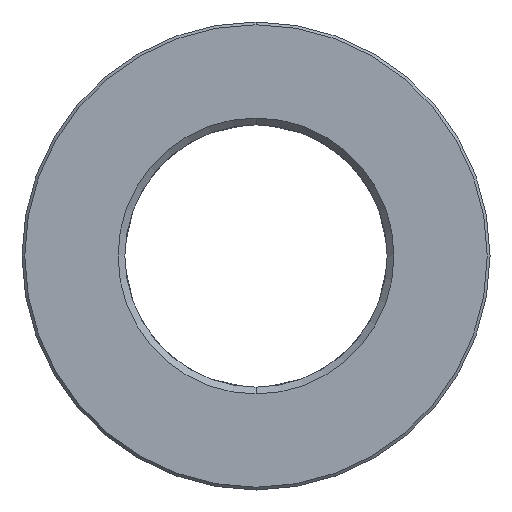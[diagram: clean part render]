
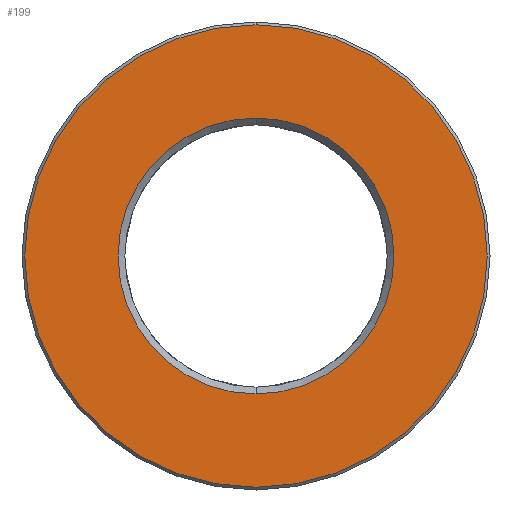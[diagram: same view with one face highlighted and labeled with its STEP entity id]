
A CAD part, front view. The second image highlights one B-rep face of the part: STEP entity #199.
In plain terms, the highlighted planar face has unit normal (0, -1, 0).
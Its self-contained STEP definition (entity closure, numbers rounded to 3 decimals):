
#63 = EDGE_CURVE ( 'NONE', #890, #1085, #1301, .T. ) ;
#121 = ORIENTED_EDGE ( 'NONE', *, *, #63, .T. ) ;
#144 = CARTESIAN_POINT ( 'NONE',  ( 9.525, 0., 0. ) ) ;
#199 = ADVANCED_FACE ( 'NONE', ( #1435, #1433 ), #1521, .F. ) ;
#252 = AXIS2_PLACEMENT_3D ( 'NONE', #458, #1158, #1126 ) ;
#262 = CARTESIAN_POINT ( 'NONE',  ( 0., 0., 16.8 ) ) ;
#320 = CIRCLE ( 'NONE', #1204, 16.8 ) ;
#354 = DIRECTION ( 'NONE',  ( 0., -1., 0. ) ) ;
#458 = CARTESIAN_POINT ( 'NONE',  ( 0., 0., 0. ) ) ;
#464 = AXIS2_PLACEMENT_3D ( 'NONE', #1017, #1014, #1011 ) ;
#484 = EDGE_CURVE ( 'NONE', #898, #970, #320, .T. ) ;
#495 = AXIS2_PLACEMENT_3D ( 'NONE', #1080, #1076, #1073 ) ;
#705 = CARTESIAN_POINT ( 'NONE',  ( 0., 0., -10.025 ) ) ;
#710 = DIRECTION ( 'NONE',  ( 0., 0., 1. ) ) ;
#808 = CIRCLE ( 'NONE', #464, 10.025 ) ;
#890 = VERTEX_POINT ( 'NONE', #1052 ) ;
#898 = VERTEX_POINT ( 'NONE', #1555 ) ;
#970 = VERTEX_POINT ( 'NONE', #262 ) ;
#1011 = DIRECTION ( 'NONE',  ( 0., 0., 1. ) ) ;
#1014 = DIRECTION ( 'NONE',  ( 0., 1., 0. ) ) ;
#1017 = CARTESIAN_POINT ( 'NONE',  ( 0., 0., 0. ) ) ;
#1040 = CARTESIAN_POINT ( 'NONE',  ( 0., 0., 0. ) ) ;
#1052 = CARTESIAN_POINT ( 'NONE',  ( 0., 0., 10.025 ) ) ;
#1073 = DIRECTION ( 'NONE',  ( 0., 0., 1. ) ) ;
#1076 = DIRECTION ( 'NONE',  ( 0., -1., 0. ) ) ;
#1080 = CARTESIAN_POINT ( 'NONE',  ( 0., 0., 0. ) ) ;
#1085 = VERTEX_POINT ( 'NONE', #705 ) ;
#1102 = EDGE_LOOP ( 'NONE', ( #1121, #1473 ) ) ;
#1121 = ORIENTED_EDGE ( 'NONE', *, *, #1255, .T. ) ;
#1126 = DIRECTION ( 'NONE',  ( 0., 0., 1. ) ) ;
#1145 = EDGE_LOOP ( 'NONE', ( #1282, #121 ) ) ;
#1158 = DIRECTION ( 'NONE',  ( 0., 1., 0. ) ) ;
#1194 = AXIS2_PLACEMENT_3D ( 'NONE', #144, #1348, #710 ) ;
#1204 = AXIS2_PLACEMENT_3D ( 'NONE', #1040, #354, #1397 ) ;
#1255 = EDGE_CURVE ( 'NONE', #970, #898, #1552, .T. ) ;
#1282 = ORIENTED_EDGE ( 'NONE', *, *, #1305, .T. ) ;
#1301 = CIRCLE ( 'NONE', #252, 10.025 ) ;
#1305 = EDGE_CURVE ( 'NONE', #1085, #890, #808, .T. ) ;
#1348 = DIRECTION ( 'NONE',  ( 0., 1., 0. ) ) ;
#1397 = DIRECTION ( 'NONE',  ( 0., 0., 1. ) ) ;
#1433 = FACE_BOUND ( 'NONE', #1145, .T. ) ;
#1435 = FACE_OUTER_BOUND ( 'NONE', #1102, .T. ) ;
#1473 = ORIENTED_EDGE ( 'NONE', *, *, #484, .T. ) ;
#1521 = PLANE ( 'NONE',  #1194 ) ;
#1552 = CIRCLE ( 'NONE', #495, 16.8 ) ;
#1555 = CARTESIAN_POINT ( 'NONE',  ( 0., 0., -16.8 ) ) ;
